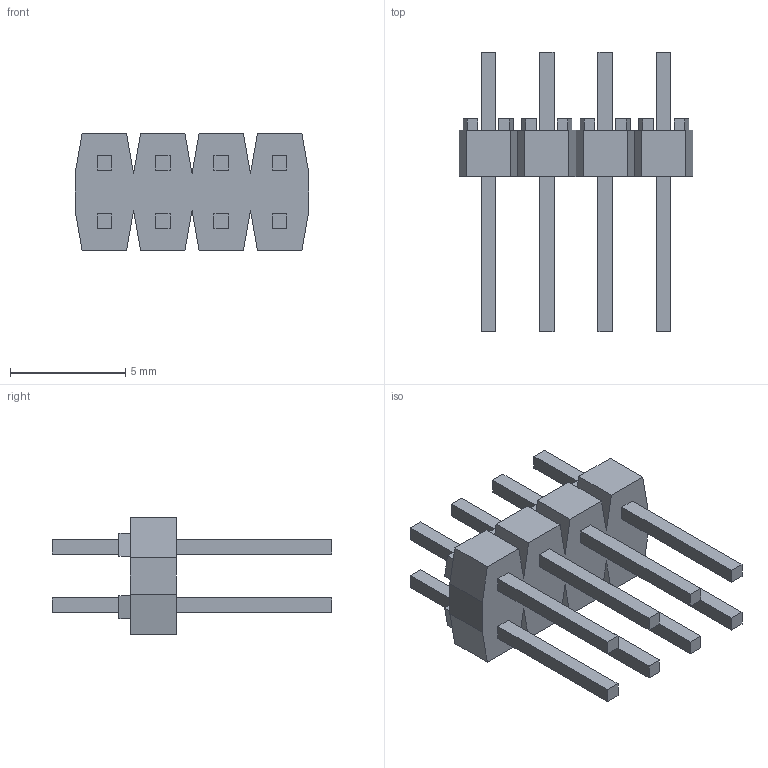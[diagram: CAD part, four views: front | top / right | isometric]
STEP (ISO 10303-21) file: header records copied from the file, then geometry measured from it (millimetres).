
FILE_DESCRIPTION((''),'2;1');
FILE_NAME('901310124','2009-10-20T',('pnb'),(''),'PRO/ENGINEER BY PARAMETRIC TECHNOLOGY CORPORATION, 2003451','PRO/ENGINEER BY PARAMETRIC TECHNOLOGY CORPORATION, 2003451','');
FILE_SCHEMA(('CONFIG_CONTROL_DESIGN'));
Length unit declared in the file: millimetre
Products named in the file (1): 901310124
Bounding box: 10.16 x 12.15 x 5.08 mm (x, y, z)
Volume: 131.8 mm3; surface area: 419.6 mm2
Topology: 1 solids, 1 shells, 188 faces, 478 edges, 324 vertices
Faces by surface type: plane 188
Entity records: 5593 total; most frequent: CARTESIAN_POINT 975, ORIENTED_EDGE 924, DIRECTION 872, VECTOR 462, LINE 462, EDGE_CURVE 462, VERTEX_POINT 308, EDGE_LOOP 220
